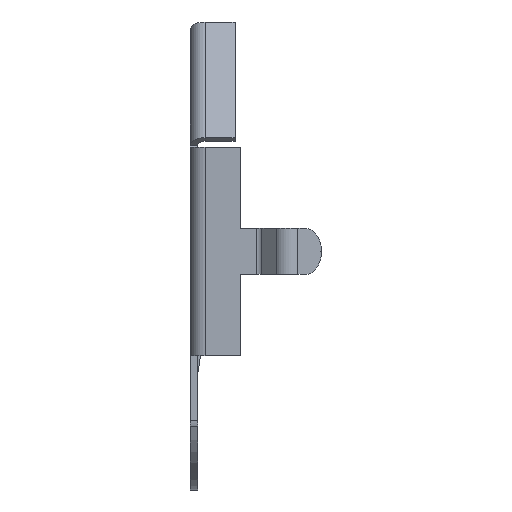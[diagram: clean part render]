
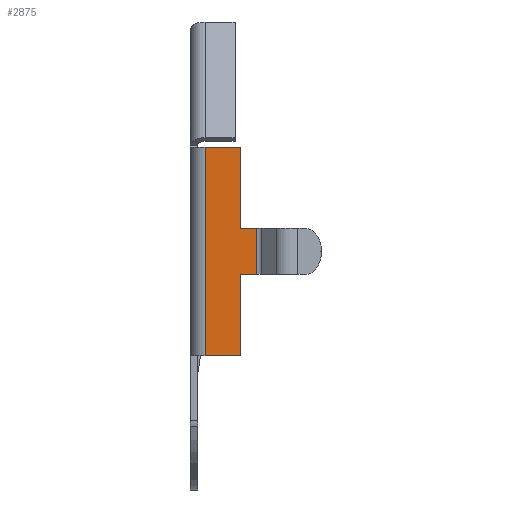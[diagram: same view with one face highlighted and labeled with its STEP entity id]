
A CAD part, left-side view. The second image highlights one B-rep face of the part: STEP entity #2875.
In plain terms, the highlighted planar face has unit normal (-1, 0, 0).
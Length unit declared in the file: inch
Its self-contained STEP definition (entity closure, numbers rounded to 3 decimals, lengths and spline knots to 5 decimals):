
#1077 = ORIENTED_EDGE ( 'NONE', *, *, #2886, .T. ) ;
#1263 = CARTESIAN_POINT ( 'NONE',  ( -0.4155, -0.01, -0.58187 ) ) ;
#1268 = DIRECTION ( 'NONE',  ( 0., 0., 1. ) ) ;
#1269 = VECTOR ( 'NONE', #1268, 39.37008 ) ;
#1270 = CARTESIAN_POINT ( 'NONE',  ( -0.4155, -0.01, -0.30187 ) ) ;
#1272 = LINE ( 'NONE', #1270, #1269 ) ;
#1288 = CARTESIAN_POINT ( 'NONE',  ( -0.4155, -0.01, -0.30187 ) ) ;
#1312 = CARTESIAN_POINT ( 'NONE',  ( -0.4155, -0.057, -0.58187 ) ) ;
#1313 = LINE ( 'NONE', #1312, #1374 ) ;
#1314 = DIRECTION ( 'NONE',  ( 0., 0., 1. ) ) ;
#1315 = VECTOR ( 'NONE', #1314, 39.37008 ) ;
#1316 = CARTESIAN_POINT ( 'NONE',  ( -0.4155, -0.057, -0.30187 ) ) ;
#1317 = LINE ( 'NONE', #1316, #1315 ) ;
#1318 = CARTESIAN_POINT ( 'NONE',  ( -0.4155, -0.057, -0.58187 ) ) ;
#1319 = CARTESIAN_POINT ( 'NONE',  ( -0.4155, -0.079, -0.41087 ) ) ;
#1320 = DIRECTION ( 'NONE',  ( 0., -1., 0. ) ) ;
#1321 = DIRECTION ( 'NONE',  ( 1., 0., 0. ) ) ;
#1322 = CARTESIAN_POINT ( 'NONE',  ( -0.4155, -0.057, -0.30187 ) ) ;
#1323 = AXIS2_PLACEMENT_3D ( 'NONE', #1322, #1321, #1320 ) ;
#1324 = PLANE ( 'NONE',  #1323 ) ;
#1325 = FACE_OUTER_BOUND ( 'NONE', #2874, .T. ) ;
#1326 = DIRECTION ( 'NONE',  ( 0., 0., 1. ) ) ;
#1327 = VECTOR ( 'NONE', #1326, 39.37008 ) ;
#1328 = CARTESIAN_POINT ( 'NONE',  ( -0.4155, -0.079, -0.30187 ) ) ;
#1329 = LINE ( 'NONE', #1328, #1327 ) ;
#1330 = DIRECTION ( 'NONE',  ( 0., -1., 0. ) ) ;
#1331 = VECTOR ( 'NONE', #1330, 39.37008 ) ;
#1332 = CARTESIAN_POINT ( 'NONE',  ( -0.4155, -0.057, -0.47287 ) ) ;
#1333 = LINE ( 'NONE', #1332, #1331 ) ;
#1334 = DIRECTION ( 'NONE',  ( 0., 0., 1. ) ) ;
#1335 = VECTOR ( 'NONE', #1334, 39.37008 ) ;
#1336 = CARTESIAN_POINT ( 'NONE',  ( -0.4155, -0.057, -0.30187 ) ) ;
#1337 = LINE ( 'NONE', #1336, #1335 ) ;
#1338 = CARTESIAN_POINT ( 'NONE',  ( -0.4155, -0.057, -0.47287 ) ) ;
#1367 = CARTESIAN_POINT ( 'NONE',  ( -0.4155, -0.079, -0.47287 ) ) ;
#1368 = DIRECTION ( 'NONE',  ( 0., 1., 0. ) ) ;
#1369 = VECTOR ( 'NONE', #1368, 39.37008 ) ;
#1370 = CARTESIAN_POINT ( 'NONE',  ( -0.4155, -0.057, -0.41087 ) ) ;
#1371 = LINE ( 'NONE', #1370, #1369 ) ;
#1372 = CARTESIAN_POINT ( 'NONE',  ( -0.4155, -0.057, -0.41087 ) ) ;
#1373 = DIRECTION ( 'NONE',  ( 0., -1., 0. ) ) ;
#1374 = VECTOR ( 'NONE', #1373, 39.37008 ) ;
#1385 = CARTESIAN_POINT ( 'NONE',  ( -0.4155, -0.057, -0.30187 ) ) ;
#1386 = DIRECTION ( 'NONE',  ( 0., 1., 0. ) ) ;
#1387 = VECTOR ( 'NONE', #1386, 39.37008 ) ;
#1388 = CARTESIAN_POINT ( 'NONE',  ( -0.4155, -0.057, -0.30187 ) ) ;
#1392 = LINE ( 'NONE', #1388, #1387 ) ;
#2804 = VERTEX_POINT ( 'NONE', #1263 ) ;
#2806 = VERTEX_POINT ( 'NONE', #1288 ) ;
#2832 = EDGE_CURVE ( 'NONE', #2804, #2806, #1272, .T. ) ;
#2860 = EDGE_CURVE ( 'NONE', #2861, #2806, #1392, .T. ) ;
#2861 = VERTEX_POINT ( 'NONE', #1385 ) ;
#2869 = VERTEX_POINT ( 'NONE', #1338 ) ;
#2870 = ORIENTED_EDGE ( 'NONE', *, *, #2873, .T. ) ;
#2871 = EDGE_CURVE ( 'NONE', #2881, #2869, #1337, .T. ) ;
#2872 = EDGE_CURVE ( 'NONE', #2869, #2892, #1333, .T. ) ;
#2873 = EDGE_CURVE ( 'NONE', #2892, #2877, #1329, .T. ) ;
#2874 = EDGE_LOOP ( 'NONE', ( #2879, #2880, #2876, #2893, #2870, #2891, #1077, #2885 ) ) ;
#2875 = ADVANCED_FACE ( 'NONE', ( #1325 ), #1324, .F. ) ;
#2876 = ORIENTED_EDGE ( 'NONE', *, *, #2871, .T. ) ;
#2877 = VERTEX_POINT ( 'NONE', #1319 ) ;
#2879 = ORIENTED_EDGE ( 'NONE', *, *, #2832, .F. ) ;
#2880 = ORIENTED_EDGE ( 'NONE', *, *, #2888, .T. ) ;
#2881 = VERTEX_POINT ( 'NONE', #1318 ) ;
#2885 = ORIENTED_EDGE ( 'NONE', *, *, #2860, .T. ) ;
#2886 = EDGE_CURVE ( 'NONE', #2889, #2861, #1317, .T. ) ;
#2888 = EDGE_CURVE ( 'NONE', #2804, #2881, #1313, .T. ) ;
#2889 = VERTEX_POINT ( 'NONE', #1372 ) ;
#2890 = EDGE_CURVE ( 'NONE', #2877, #2889, #1371, .T. ) ;
#2891 = ORIENTED_EDGE ( 'NONE', *, *, #2890, .T. ) ;
#2892 = VERTEX_POINT ( 'NONE', #1367 ) ;
#2893 = ORIENTED_EDGE ( 'NONE', *, *, #2872, .T. ) ;
